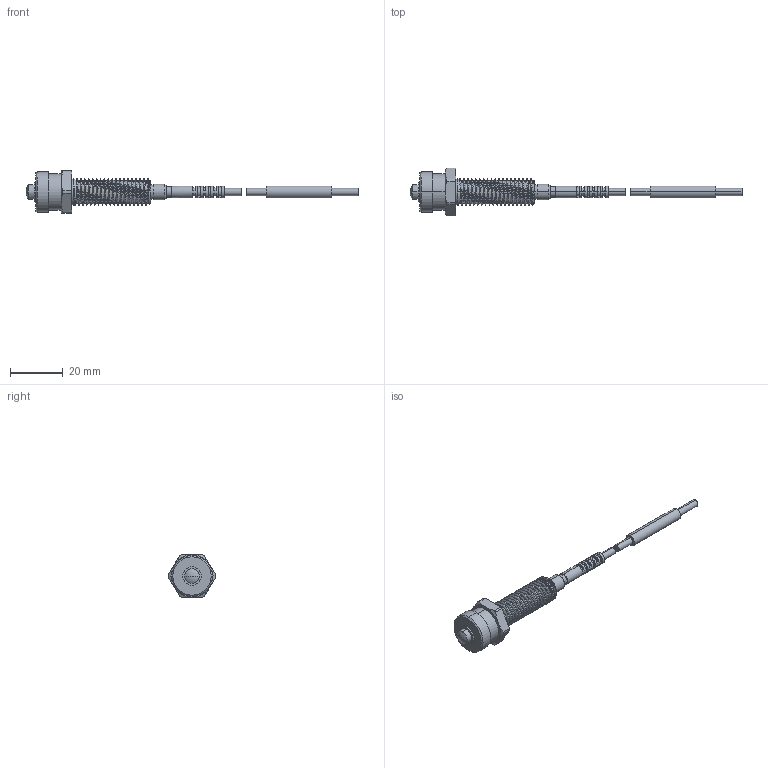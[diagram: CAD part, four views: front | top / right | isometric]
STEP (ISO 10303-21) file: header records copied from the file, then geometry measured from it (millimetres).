
FILE_DESCRIPTION (( 'STEP AP203' ), '1' );
FILE_NAME ('STP100UA-L.STEP', '2017-11-24T01:30:36', ( '' ), ( '' ), 'SwSTEP 2.0', 'SolidWorks 2017', '' );
FILE_SCHEMA (( 'CONFIG_CONTROL_DESIGN' ));
Length unit declared in the file: millimetre
Products named in the file (1): STP100UA-L
Bounding box: 126.4 x 18 x 16 mm (x, y, z)
Volume: 5571.3 mm3; surface area: 3652.5 mm2
Topology: 2 solids, 2 shells, 180 faces, 460 edges, 303 vertices
Faces by surface type: cylinder 87, plane 71, cone 17, bspline 3, sphere 2
Entity records: 9594 total; most frequent: CARTESIAN_POINT 5298, ORIENTED_EDGE 920, DIRECTION 864, EDGE_CURVE 460, AXIS2_PLACEMENT_3D 333, VERTEX_POINT 303, EDGE_LOOP 199, LINE 198
